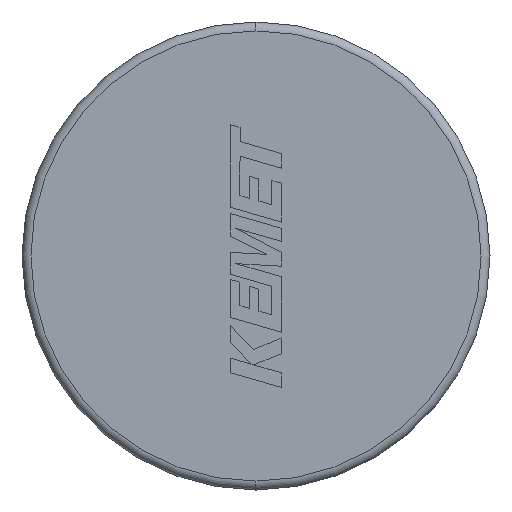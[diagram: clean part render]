
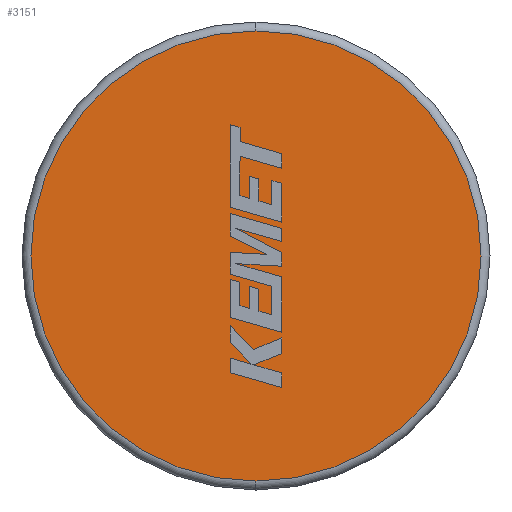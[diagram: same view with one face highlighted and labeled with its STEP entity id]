
A CAD part, left-side view. The second image highlights one B-rep face of the part: STEP entity #3151.
In plain terms, the highlighted planar face has unit normal (-1, 0, 0).
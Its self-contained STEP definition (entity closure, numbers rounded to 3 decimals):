
#20 = CARTESIAN_POINT ( 'NONE',  ( 0., 0., 0. ) ) ;
#25 = DIRECTION ( 'NONE',  ( 0., 0., -1. ) ) ;
#478 = AXIS2_PLACEMENT_3D ( 'NONE', #2345, #1057, #3399 ) ;
#556 = FACE_OUTER_BOUND ( 'NONE', #861, .T. ) ;
#647 = CARTESIAN_POINT ( 'NONE',  ( 0., 0., 5.05 ) ) ;
#785 = DIRECTION ( 'NONE',  ( 0., 0., -1. ) ) ;
#861 = EDGE_LOOP ( 'NONE', ( #2953, #2279 ) ) ;
#923 = VERTEX_POINT ( 'NONE', #647 ) ;
#1035 = DIRECTION ( 'NONE',  ( -1., 0., 0. ) ) ;
#1057 = DIRECTION ( 'NONE',  ( -1., 0., 0. ) ) ;
#1523 = EDGE_CURVE ( 'NONE', #923, #3234, #1680, .T. ) ;
#1595 = PLANE ( 'NONE',  #2150 ) ;
#1607 = DIRECTION ( 'NONE',  ( 1., 0., 0. ) ) ;
#1680 = CIRCLE ( 'NONE', #3037, 5.05 ) ;
#1892 = CARTESIAN_POINT ( 'NONE',  ( 0., 0., -5.05 ) ) ;
#2150 = AXIS2_PLACEMENT_3D ( 'NONE', #2385, #1607, #25 ) ;
#2279 = ORIENTED_EDGE ( 'NONE', *, *, #1523, .T. ) ;
#2285 = CIRCLE ( 'NONE', #478, 5.05 ) ;
#2345 = CARTESIAN_POINT ( 'NONE',  ( 0., 0., 0. ) ) ;
#2385 = CARTESIAN_POINT ( 'NONE',  ( 0., 0., 0. ) ) ;
#2438 = EDGE_CURVE ( 'NONE', #3234, #923, #2285, .T. ) ;
#2953 = ORIENTED_EDGE ( 'NONE', *, *, #2438, .T. ) ;
#3037 = AXIS2_PLACEMENT_3D ( 'NONE', #20, #1035, #785 ) ;
#3151 = ADVANCED_FACE ( 'NONE', ( #556 ), #1595, .F. ) ;
#3234 = VERTEX_POINT ( 'NONE', #1892 ) ;
#3399 = DIRECTION ( 'NONE',  ( 0., 0., -1. ) ) ;
